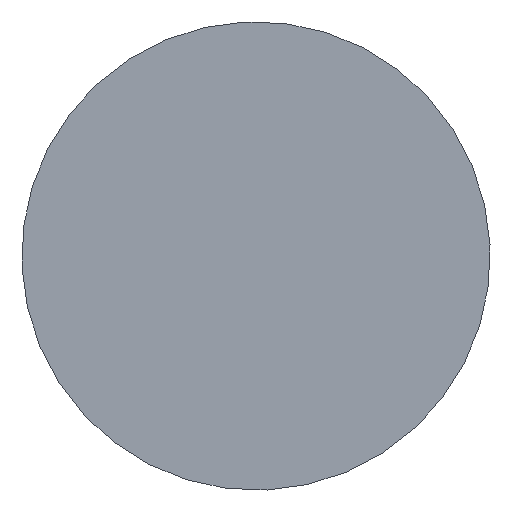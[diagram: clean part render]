
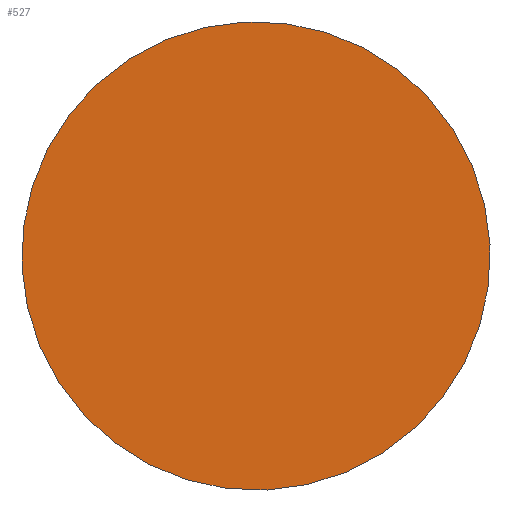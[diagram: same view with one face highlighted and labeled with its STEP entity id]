
A CAD part, front view. The second image highlights one B-rep face of the part: STEP entity #527.
In plain terms, the highlighted planar face has unit normal (0, -1, 0).
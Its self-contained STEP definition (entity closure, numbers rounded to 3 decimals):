
#92=FACE_OUTER_BOUND('',#127,.T.);
#127=EDGE_LOOP('',(#350,#351));
#175=CIRCLE('',#596,50.);
#176=CIRCLE('',#597,50.);
#214=VERTEX_POINT('',#845);
#215=VERTEX_POINT('',#846);
#265=EDGE_CURVE('',#214,#215,#175,.T.);
#266=EDGE_CURVE('',#215,#214,#176,.T.);
#350=ORIENTED_EDGE('',*,*,#265,.T.);
#351=ORIENTED_EDGE('',*,*,#266,.T.);
#478=PLANE('',#599);
#527=ADVANCED_FACE('',(#92),#478,.T.);
#596=AXIS2_PLACEMENT_3D('',#847,#691,#692);
#597=AXIS2_PLACEMENT_3D('',#848,#693,#694);
#599=AXIS2_PLACEMENT_3D('',#850,#697,#698);
#691=DIRECTION('center_axis',(0.,-1.,0.));
#692=DIRECTION('ref_axis',(0.922,0.,0.386));
#693=DIRECTION('center_axis',(0.,-1.,0.));
#694=DIRECTION('ref_axis',(0.922,0.,0.386));
#697=DIRECTION('center_axis',(0.,-1.,0.));
#698=DIRECTION('ref_axis',(0.386,0.,-0.922));
#845=CARTESIAN_POINT('',(46.119,-21.,19.313));
#846=CARTESIAN_POINT('',(-19.313,-21.,46.119));
#847=CARTESIAN_POINT('Origin',(0.,-21.,0.));
#848=CARTESIAN_POINT('Origin',(0.,-21.,0.));
#850=CARTESIAN_POINT('Origin',(23.06,-21.,9.657));
